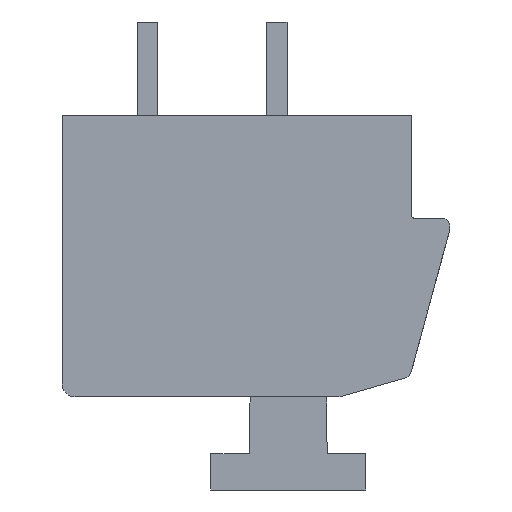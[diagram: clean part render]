
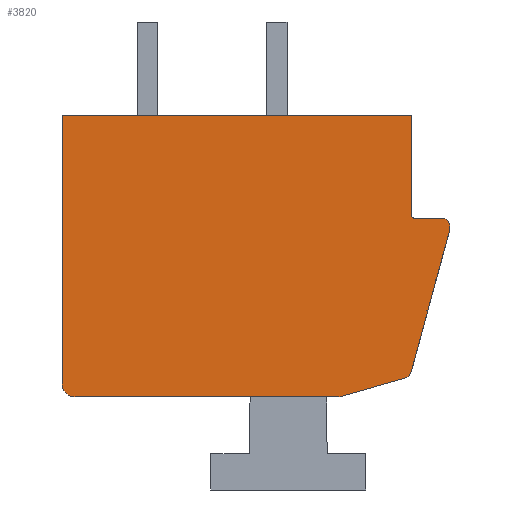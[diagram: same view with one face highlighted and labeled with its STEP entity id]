
A CAD part, front view. The second image highlights one B-rep face of the part: STEP entity #3820.
In plain terms, the highlighted planar face has unit normal (0, -1, 0).
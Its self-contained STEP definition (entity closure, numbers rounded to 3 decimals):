
#1=CARTESIAN_POINT('',(7.2,-41.25,1.15));
#2=DIRECTION('',(0.,-1.,0.));
#3=DIRECTION('',(1.,0.,0.));
#4=AXIS2_PLACEMENT_3D('',#1,#2,#3);
#6=DIRECTION('',(0.,0.,-1.));
#7=VECTOR('',#6,0.119);
#8=CARTESIAN_POINT('',(7.5,-41.25,1.15));
#9=LINE('',#8,#7);
#10=DIRECTION('',(0.262,0.,0.965));
#11=VECTOR('',#10,5.739);
#12=CARTESIAN_POINT('',(5.994,-41.25,-4.507));
#13=LINE('',#12,#11);
#14=CARTESIAN_POINT('',(5.705,-41.25,-4.428));
#15=DIRECTION('',(0.,-1.,0.));
#16=DIRECTION('',(0.274,0.,-0.962));
#17=AXIS2_PLACEMENT_3D('',#14,#15,#16);
#19=DIRECTION('',(0.962,0.,0.274));
#20=VECTOR('',#19,2.679);
#21=CARTESIAN_POINT('',(3.21,-41.25,-5.45));
#22=LINE('',#21,#20);
#23=DIRECTION('',(-1.,0.,0.));
#24=VECTOR('',#23,10.21);
#25=CARTESIAN_POINT('',(3.21,-41.25,-5.45));
#26=LINE('',#25,#24);
#27=CARTESIAN_POINT('',(-7.,-41.25,-4.95));
#28=DIRECTION('',(0.,-1.,0.));
#29=DIRECTION('',(-1.,0.,0.));
#30=AXIS2_PLACEMENT_3D('',#27,#28,#29);
#32=DIRECTION('',(0.,0.,1.));
#33=VECTOR('',#32,10.4);
#34=CARTESIAN_POINT('',(-7.5,-41.25,-4.95));
#35=LINE('',#34,#33);
#36=DIRECTION('',(1.,0.,0.));
#37=VECTOR('',#36,13.5);
#38=CARTESIAN_POINT('',(-7.5,-41.25,5.45));
#39=LINE('',#38,#37);
#40=DIRECTION('',(0.,0.,-1.));
#41=VECTOR('',#40,3.85);
#42=CARTESIAN_POINT('',(6.,-41.25,5.45));
#43=LINE('',#42,#41);
#44=DIRECTION('',(1.,0.,0.));
#45=VECTOR('',#44,1.05);
#46=CARTESIAN_POINT('',(6.15,-41.25,1.45));
#47=LINE('',#46,#45);
#60=CARTESIAN_POINT('',(6.15,-41.25,1.6));
#61=DIRECTION('',(0.,1.,0.));
#62=DIRECTION('',(0.,0.,-1.));
#63=AXIS2_PLACEMENT_3D('',#60,#61,#62);
#3033=CARTESIAN_POINT('',(-7.5,-41.25,5.45));
#3034=CARTESIAN_POINT('',(6.,-41.25,5.45));
#3035=VERTEX_POINT('',#3033);
#3036=VERTEX_POINT('',#3034);
#3037=CARTESIAN_POINT('',(6.,-41.25,1.6));
#3038=VERTEX_POINT('',#3037);
#3039=CARTESIAN_POINT('',(6.15,-41.25,1.45));
#3040=VERTEX_POINT('',#3039);
#3041=CARTESIAN_POINT('',(7.5,-41.25,1.15));
#3042=CARTESIAN_POINT('',(7.2,-41.25,1.45));
#3043=VERTEX_POINT('',#3041);
#3044=VERTEX_POINT('',#3042);
#3045=CARTESIAN_POINT('',(5.787,-41.25,-4.716));
#3046=CARTESIAN_POINT('',(5.994,-41.25,-4.507));
#3047=VERTEX_POINT('',#3045);
#3048=VERTEX_POINT('',#3046);
#3049=CARTESIAN_POINT('',(-7.5,-41.25,-4.95));
#3050=CARTESIAN_POINT('',(-7.,-41.25,-5.45));
#3051=VERTEX_POINT('',#3049);
#3052=VERTEX_POINT('',#3050);
#3053=CARTESIAN_POINT('',(3.21,-41.25,-5.45));
#3054=VERTEX_POINT('',#3053);
#3055=CARTESIAN_POINT('',(7.5,-41.25,1.031));
#3056=VERTEX_POINT('',#3055);
#3789=CARTESIAN_POINT('',(0.,-41.25,0.));
#3790=DIRECTION('',(0.,1.,0.));
#3791=DIRECTION('',(1.,0.,0.));
#3792=AXIS2_PLACEMENT_3D('',#3789,#3790,#3791);
#3793=PLANE('',#3792);
#3795=ORIENTED_EDGE('',*,*,#3794,.F.);
#3797=ORIENTED_EDGE('',*,*,#3796,.T.);
#3799=ORIENTED_EDGE('',*,*,#3798,.F.);
#3801=ORIENTED_EDGE('',*,*,#3800,.F.);
#3803=ORIENTED_EDGE('',*,*,#3802,.F.);
#3805=ORIENTED_EDGE('',*,*,#3804,.T.);
#3807=ORIENTED_EDGE('',*,*,#3806,.F.);
#3809=ORIENTED_EDGE('',*,*,#3808,.T.);
#3811=ORIENTED_EDGE('',*,*,#3810,.T.);
#3813=ORIENTED_EDGE('',*,*,#3812,.T.);
#3815=ORIENTED_EDGE('',*,*,#3814,.F.);
#3817=ORIENTED_EDGE('',*,*,#3816,.T.);
#3818=EDGE_LOOP('',(#3795,#3797,#3799,#3801,#3803,#3805,#3807,#3809,#3811,#3813,
#3815,#3817));
#3819=FACE_OUTER_BOUND('',#3818,.F.);
#3820=ADVANCED_FACE('',(#3819),#3793,.F.);
#5=CIRCLE('',#4,0.3);
#18=CIRCLE('',#17,0.3);
#31=CIRCLE('',#30,0.5);
#64=CIRCLE('',#63,0.15);
#3794=EDGE_CURVE('',#3043,#3044,#5,.T.);
#3796=EDGE_CURVE('',#3043,#3056,#9,.T.);
#3798=EDGE_CURVE('',#3048,#3056,#13,.T.);
#3800=EDGE_CURVE('',#3047,#3048,#18,.T.);
#3802=EDGE_CURVE('',#3054,#3047,#22,.T.);
#3804=EDGE_CURVE('',#3054,#3052,#26,.T.);
#3806=EDGE_CURVE('',#3051,#3052,#31,.T.);
#3808=EDGE_CURVE('',#3051,#3035,#35,.T.);
#3810=EDGE_CURVE('',#3035,#3036,#39,.T.);
#3812=EDGE_CURVE('',#3036,#3038,#43,.T.);
#3814=EDGE_CURVE('',#3040,#3038,#64,.T.);
#3816=EDGE_CURVE('',#3040,#3044,#47,.T.);
